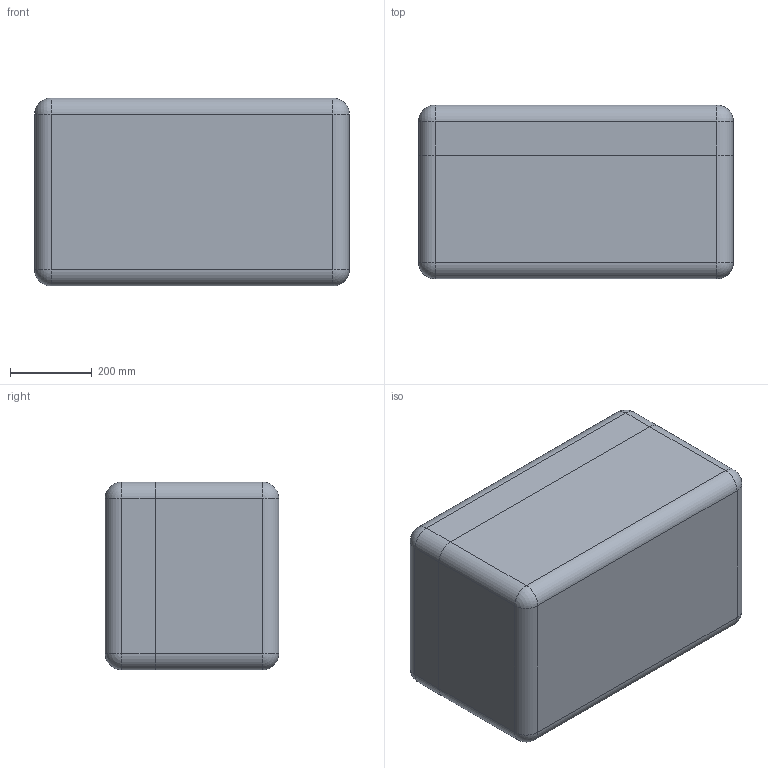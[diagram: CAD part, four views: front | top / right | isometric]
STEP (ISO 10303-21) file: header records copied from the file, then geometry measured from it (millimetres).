
FILE_DESCRIPTION (( 'STEP AP214' ), '1' );
FILE_NAME ('Ñáîðêà_Ï435Ê(óïð).STEP', '2023-08-04T13:30:20', ( '' ), ( '' ), 'SwSTEP 2.0', 'SolidWorks 2021', '' );
FILE_SCHEMA (( 'AUTOMOTIVE_DESIGN' ));
Length unit declared in the file: millimetre
Products named in the file (3): Êðûøêà Ï435Ê(óïð); Ñáîðêà_Ï435Ê(óïð); Êîðïóñ Ï435Ê(óïð)
Assembly tree (2 placements, depth 2):
  Ñáîðêà_Ï435Ê(óïð)
    Êîðïóñ Ï435Ê(óïð)
    Êðûøêà Ï435Ê(óïð)
Bounding box: 770 x 424.97 x 460.03 mm (x, y, z)
Volume: 85817500.1 mm3; surface area: 3013097.2 mm2
Topology: 2 solids, 2 shells, 1394 faces, 3595 edges, 2204 vertices
Faces by surface type: bspline 504, plane 504, cylinder 295, sphere 49, torus 40, cone 2
Entity records: 60425 total; most frequent: CARTESIAN_POINT 30731, ORIENTED_EDGE 7080, DIRECTION 4832, EDGE_CURVE 3540, VERTEX_POINT 2202, VECTOR 1738, LINE 1738, AXIS2_PLACEMENT_3D 1547
